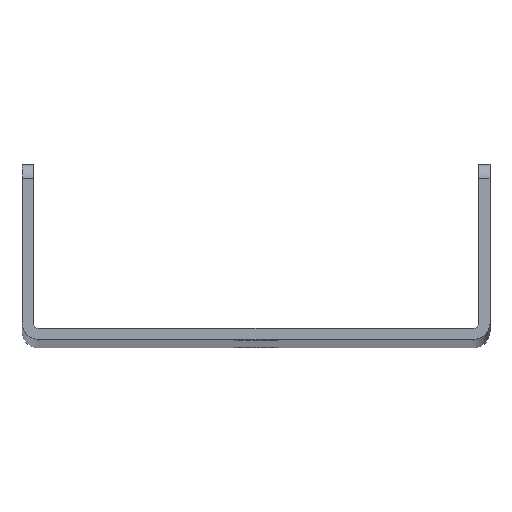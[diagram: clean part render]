
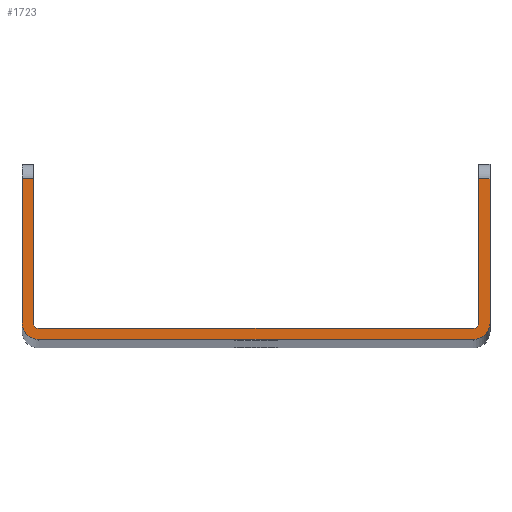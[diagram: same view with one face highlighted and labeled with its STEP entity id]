
A CAD part, top view. The second image highlights one B-rep face of the part: STEP entity #1723.
In plain terms, the highlighted planar face has unit normal (0, 0, 1).
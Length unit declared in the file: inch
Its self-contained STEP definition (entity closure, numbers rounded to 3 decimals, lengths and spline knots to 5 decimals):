
#113 = CARTESIAN_POINT ( 'NONE',  ( 1.857, 0.095, 20.875 ) ) ;
#140 = PLANE ( 'NONE',  #1655 ) ;
#154 = CARTESIAN_POINT ( 'NONE',  ( 1.857, 0., 20.875 ) ) ;
#207 = LINE ( 'NONE', #4117, #2653 ) ;
#222 = VECTOR ( 'NONE', #5553, 39.37008 ) ;
#226 = VERTEX_POINT ( 'NONE', #113 ) ;
#283 = DIRECTION ( 'NONE',  ( -1., 0., 0. ) ) ;
#384 = ORIENTED_EDGE ( 'NONE', *, *, #1107, .F. ) ;
#429 = ORIENTED_EDGE ( 'NONE', *, *, #495, .F. ) ;
#495 = EDGE_CURVE ( 'NONE', #3143, #3997, #1686, .T. ) ;
#562 = VERTEX_POINT ( 'NONE', #3029 ) ;
#706 = DIRECTION ( 'NONE',  ( -1., 0., 0. ) ) ;
#769 = CARTESIAN_POINT ( 'NONE',  ( -2., 1.375, 20.875 ) ) ;
#1026 = DIRECTION ( 'NONE',  ( -1., 0., 0. ) ) ;
#1068 = CARTESIAN_POINT ( 'NONE',  ( -1.857, 0.143, 20.875 ) ) ;
#1069 = FACE_OUTER_BOUND ( 'NONE', #5339, .T. ) ;
#1080 = LINE ( 'NONE', #5582, #2294 ) ;
#1107 = EDGE_CURVE ( 'NONE', #3997, #4802, #1080, .T. ) ;
#1126 = CARTESIAN_POINT ( 'NONE',  ( -2., 0.143, 20.875 ) ) ;
#1340 = AXIS2_PLACEMENT_3D ( 'NONE', #1938, #4971, #2351 ) ;
#1435 = VECTOR ( 'NONE', #5022, 39.37008 ) ;
#1446 = VECTOR ( 'NONE', #4162, 39.37008 ) ;
#1587 = ORIENTED_EDGE ( 'NONE', *, *, #2381, .F. ) ;
#1641 = AXIS2_PLACEMENT_3D ( 'NONE', #4574, #3295, #706 ) ;
#1655 = AXIS2_PLACEMENT_3D ( 'NONE', #4926, #3223, #2367 ) ;
#1686 = LINE ( 'NONE', #5573, #222 ) ;
#1723 = ADVANCED_FACE ( 'NONE', ( #1069 ), #140, .F. ) ;
#1810 = CARTESIAN_POINT ( 'NONE',  ( -2., 0., 20.875 ) ) ;
#1840 = ORIENTED_EDGE ( 'NONE', *, *, #3103, .F. ) ;
#1938 = CARTESIAN_POINT ( 'NONE',  ( -1.857, 0.143, 20.875 ) ) ;
#1969 = CIRCLE ( 'NONE', #4066, 0.048 ) ;
#2219 = DIRECTION ( 'NONE',  ( -1., 0., 0. ) ) ;
#2265 = CIRCLE ( 'NONE', #3195, 0.143 ) ;
#2294 = VECTOR ( 'NONE', #4777, 39.37008 ) ;
#2320 = LINE ( 'NONE', #5419, #1435 ) ;
#2351 = DIRECTION ( 'NONE',  ( -1., 0., 0. ) ) ;
#2367 = DIRECTION ( 'NONE',  ( -1., 0., 0. ) ) ;
#2381 = EDGE_CURVE ( 'NONE', #4802, #4845, #4891, .T. ) ;
#2392 = DIRECTION ( 'NONE',  ( 0., 1., 0. ) ) ;
#2428 = CARTESIAN_POINT ( 'NONE',  ( -1.857, 0., 20.875 ) ) ;
#2527 = ORIENTED_EDGE ( 'NONE', *, *, #4868, .F. ) ;
#2653 = VECTOR ( 'NONE', #2392, 39.37008 ) ;
#2674 = CARTESIAN_POINT ( 'NONE',  ( -1.905, 1.5, 20.875 ) ) ;
#2886 = CARTESIAN_POINT ( 'NONE',  ( 1.857, 0.143, 20.875 ) ) ;
#2937 = CIRCLE ( 'NONE', #1340, 0.048 ) ;
#3008 = VERTEX_POINT ( 'NONE', #2428 ) ;
#3029 = CARTESIAN_POINT ( 'NONE',  ( -1.905, 1.375, 20.875 ) ) ;
#3036 = EDGE_CURVE ( 'NONE', #5556, #226, #5222, .T. ) ;
#3103 = EDGE_CURVE ( 'NONE', #3557, #5556, #2937, .T. ) ;
#3128 = EDGE_CURVE ( 'NONE', #5378, #562, #2320, .T. ) ;
#3143 = VERTEX_POINT ( 'NONE', #4201 ) ;
#3165 = CARTESIAN_POINT ( 'NONE',  ( 2., 0.143, 20.875 ) ) ;
#3195 = AXIS2_PLACEMENT_3D ( 'NONE', #1068, #4436, #1026 ) ;
#3223 = DIRECTION ( 'NONE',  ( 0., 0., -1. ) ) ;
#3236 = DIRECTION ( 'NONE',  ( 1., 0., 0. ) ) ;
#3295 = DIRECTION ( 'NONE',  ( 0., 0., -1. ) ) ;
#3517 = ORIENTED_EDGE ( 'NONE', *, *, #4373, .F. ) ;
#3557 = VERTEX_POINT ( 'NONE', #4792 ) ;
#3619 = EDGE_CURVE ( 'NONE', #3008, #4945, #2265, .T. ) ;
#3630 = CARTESIAN_POINT ( 'NONE',  ( 2., 1.375, 20.875 ) ) ;
#3677 = VERTEX_POINT ( 'NONE', #154 ) ;
#3726 = LINE ( 'NONE', #2674, #3797 ) ;
#3797 = VECTOR ( 'NONE', #4831, 39.37008 ) ;
#3880 = VECTOR ( 'NONE', #3236, 39.37008 ) ;
#3997 = VERTEX_POINT ( 'NONE', #4344 ) ;
#4066 = AXIS2_PLACEMENT_3D ( 'NONE', #2886, #4976, #283 ) ;
#4117 = CARTESIAN_POINT ( 'NONE',  ( -2., 1.5, 20.875 ) ) ;
#4162 = DIRECTION ( 'NONE',  ( 0., -1., 0. ) ) ;
#4201 = CARTESIAN_POINT ( 'NONE',  ( 1.905, 0.143, 20.875 ) ) ;
#4231 = EDGE_CURVE ( 'NONE', #562, #3557, #3726, .T. ) ;
#4344 = CARTESIAN_POINT ( 'NONE',  ( 1.905, 1.375, 20.875 ) ) ;
#4373 = EDGE_CURVE ( 'NONE', #226, #3143, #1969, .T. ) ;
#4408 = LINE ( 'NONE', #1810, #4604 ) ;
#4436 = DIRECTION ( 'NONE',  ( 0., 0., -1. ) ) ;
#4574 = CARTESIAN_POINT ( 'NONE',  ( 1.857, 0.143, 20.875 ) ) ;
#4581 = EDGE_CURVE ( 'NONE', #4845, #3677, #4740, .T. ) ;
#4604 = VECTOR ( 'NONE', #2219, 39.37008 ) ;
#4618 = ORIENTED_EDGE ( 'NONE', *, *, #3619, .F. ) ;
#4696 = EDGE_CURVE ( 'NONE', #3677, #3008, #4408, .T. ) ;
#4722 = ORIENTED_EDGE ( 'NONE', *, *, #4696, .F. ) ;
#4740 = CIRCLE ( 'NONE', #1641, 0.143 ) ;
#4767 = ORIENTED_EDGE ( 'NONE', *, *, #3036, .F. ) ;
#4777 = DIRECTION ( 'NONE',  ( 1., 0., 0. ) ) ;
#4790 = ORIENTED_EDGE ( 'NONE', *, *, #4581, .F. ) ;
#4792 = CARTESIAN_POINT ( 'NONE',  ( -1.905, 0.143, 20.875 ) ) ;
#4802 = VERTEX_POINT ( 'NONE', #3630 ) ;
#4831 = DIRECTION ( 'NONE',  ( 0., -1., 0. ) ) ;
#4845 = VERTEX_POINT ( 'NONE', #3165 ) ;
#4868 = EDGE_CURVE ( 'NONE', #4945, #5378, #207, .T. ) ;
#4891 = LINE ( 'NONE', #5393, #1446 ) ;
#4926 = CARTESIAN_POINT ( 'NONE',  ( -2., 1.5, 20.875 ) ) ;
#4945 = VERTEX_POINT ( 'NONE', #1126 ) ;
#4971 = DIRECTION ( 'NONE',  ( 0., 0., 1. ) ) ;
#4976 = DIRECTION ( 'NONE',  ( 0., 0., 1. ) ) ;
#5001 = CARTESIAN_POINT ( 'NONE',  ( -2., 0.095, 20.875 ) ) ;
#5022 = DIRECTION ( 'NONE',  ( 1., 0., 0. ) ) ;
#5028 = ORIENTED_EDGE ( 'NONE', *, *, #4231, .F. ) ;
#5095 = ORIENTED_EDGE ( 'NONE', *, *, #3128, .F. ) ;
#5222 = LINE ( 'NONE', #5001, #3880 ) ;
#5339 = EDGE_LOOP ( 'NONE', ( #5095, #2527, #4618, #4722, #4790, #1587, #384, #429, #3517, #4767, #1840, #5028 ) ) ;
#5378 = VERTEX_POINT ( 'NONE', #769 ) ;
#5393 = CARTESIAN_POINT ( 'NONE',  ( 2., 1.5, 20.875 ) ) ;
#5419 = CARTESIAN_POINT ( 'NONE',  ( -2., 1.375, 20.875 ) ) ;
#5553 = DIRECTION ( 'NONE',  ( 0., 1., 0. ) ) ;
#5556 = VERTEX_POINT ( 'NONE', #5585 ) ;
#5573 = CARTESIAN_POINT ( 'NONE',  ( 1.905, 1.5, 20.875 ) ) ;
#5582 = CARTESIAN_POINT ( 'NONE',  ( -2., 1.375, 20.875 ) ) ;
#5585 = CARTESIAN_POINT ( 'NONE',  ( -1.857, 0.095, 20.875 ) ) ;
